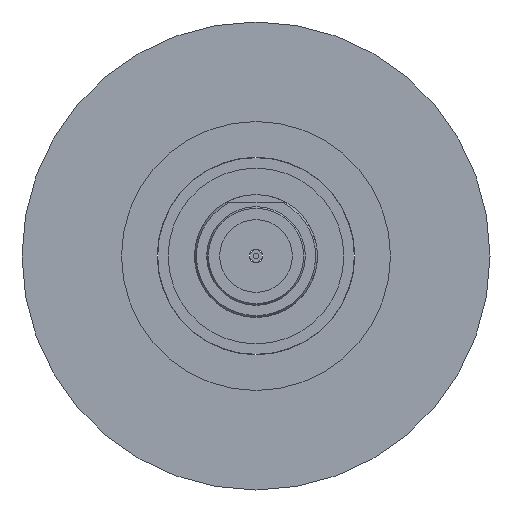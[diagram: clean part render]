
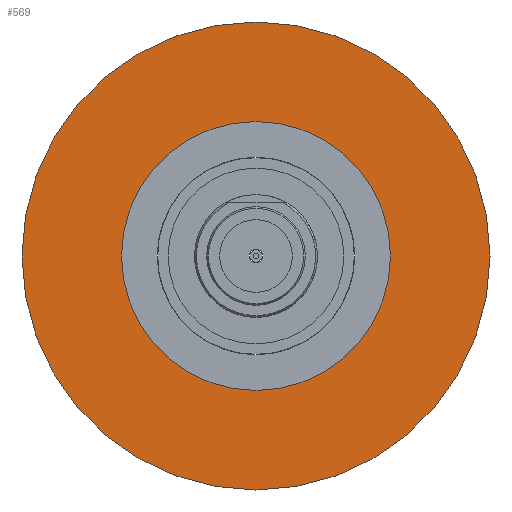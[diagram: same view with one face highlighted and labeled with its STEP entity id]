
A CAD part, left-side view. The second image highlights one B-rep face of the part: STEP entity #569.
In plain terms, the highlighted planar face has unit normal (-1, 0, 0).
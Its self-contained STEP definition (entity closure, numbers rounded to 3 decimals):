
#4 = ORIENTED_EDGE ( 'NONE', *, *, #674, .T. ) ;
#23 = CARTESIAN_POINT ( 'NONE',  ( 0., 0., 0. ) ) ;
#53 = CARTESIAN_POINT ( 'NONE',  ( 0., 0., 0. ) ) ;
#90 = CARTESIAN_POINT ( 'NONE',  ( 0., 0., -15.05 ) ) ;
#166 = AXIS2_PLACEMENT_3D ( 'NONE', #23, #879, #336 ) ;
#184 = DIRECTION ( 'NONE',  ( -1., 0., 0. ) ) ;
#186 = AXIS2_PLACEMENT_3D ( 'NONE', #53, #1071, #469 ) ;
#205 = CARTESIAN_POINT ( 'NONE',  ( 0., 0., -8.65 ) ) ;
#207 = EDGE_CURVE ( 'NONE', #1089, #1308, #1105, .T. ) ;
#209 = DIRECTION ( 'NONE',  ( -1., 0., 0. ) ) ;
#320 = CIRCLE ( 'NONE', #1419, 8.65 ) ;
#336 = DIRECTION ( 'NONE',  ( 0., 0., 1. ) ) ;
#349 = PLANE ( 'NONE',  #1058 ) ;
#465 = ORIENTED_EDGE ( 'NONE', *, *, #207, .F. ) ;
#469 = DIRECTION ( 'NONE',  ( 0., 0., 1. ) ) ;
#493 = VERTEX_POINT ( 'NONE', #932 ) ;
#569 = ADVANCED_FACE ( 'NONE', ( #777, #961 ), #349, .F. ) ;
#616 = EDGE_CURVE ( 'NONE', #493, #730, #925, .T. ) ;
#674 = EDGE_CURVE ( 'NONE', #730, #493, #1385, .T. ) ;
#702 = ORIENTED_EDGE ( 'NONE', *, *, #1448, .F. ) ;
#730 = VERTEX_POINT ( 'NONE', #1267 ) ;
#777 = FACE_BOUND ( 'NONE', #1354, .T. ) ;
#827 = DIRECTION ( 'NONE',  ( 0., 0., -1. ) ) ;
#879 = DIRECTION ( 'NONE',  ( -1., 0., 0. ) ) ;
#925 = CIRCLE ( 'NONE', #1458, 15.05 ) ;
#932 = CARTESIAN_POINT ( 'NONE',  ( 0., 0., -15.05 ) ) ;
#947 = DIRECTION ( 'NONE',  ( 0., 0., 1. ) ) ;
#961 = FACE_OUTER_BOUND ( 'NONE', #1563, .T. ) ;
#1058 = AXIS2_PLACEMENT_3D ( 'NONE', #90, #1211, #827 ) ;
#1061 = CARTESIAN_POINT ( 'NONE',  ( 0., 0., 0. ) ) ;
#1071 = DIRECTION ( 'NONE',  ( -1., 0., 0. ) ) ;
#1089 = VERTEX_POINT ( 'NONE', #1380 ) ;
#1105 = CIRCLE ( 'NONE', #166, 8.65 ) ;
#1211 = DIRECTION ( 'NONE',  ( 1., 0., 0. ) ) ;
#1220 = ORIENTED_EDGE ( 'NONE', *, *, #616, .T. ) ;
#1267 = CARTESIAN_POINT ( 'NONE',  ( 0., 0., 15.05 ) ) ;
#1308 = VERTEX_POINT ( 'NONE', #205 ) ;
#1354 = EDGE_LOOP ( 'NONE', ( #465, #702 ) ) ;
#1380 = CARTESIAN_POINT ( 'NONE',  ( 0., 0., 8.65 ) ) ;
#1385 = CIRCLE ( 'NONE', #186, 15.05 ) ;
#1419 = AXIS2_PLACEMENT_3D ( 'NONE', #1061, #184, #947 ) ;
#1448 = EDGE_CURVE ( 'NONE', #1308, #1089, #320, .T. ) ;
#1458 = AXIS2_PLACEMENT_3D ( 'NONE', #1566, #209, #1571 ) ;
#1563 = EDGE_LOOP ( 'NONE', ( #4, #1220 ) ) ;
#1566 = CARTESIAN_POINT ( 'NONE',  ( 0., 0., 0. ) ) ;
#1571 = DIRECTION ( 'NONE',  ( 0., 0., 1. ) ) ;
